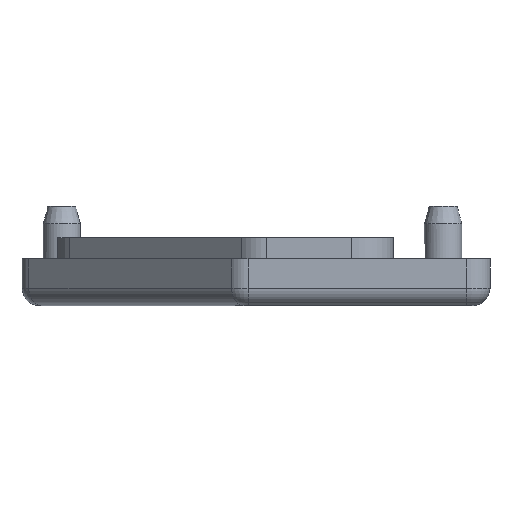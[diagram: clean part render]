
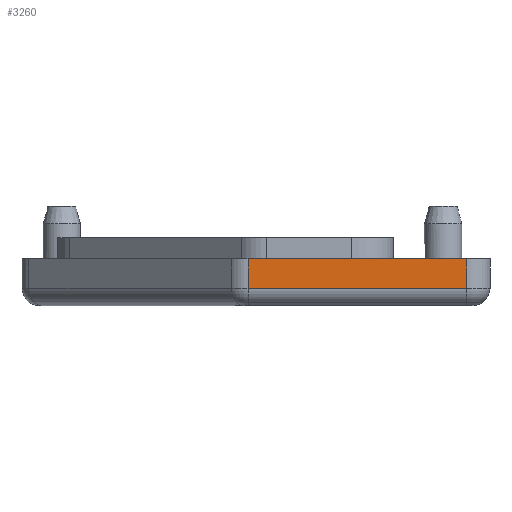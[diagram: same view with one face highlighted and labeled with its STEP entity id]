
A CAD part, left-side view. The second image highlights one B-rep face of the part: STEP entity #3260.
In plain terms, the highlighted face is planar.
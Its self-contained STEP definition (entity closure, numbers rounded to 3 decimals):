
#425 = DIRECTION ( 'NONE',  ( 0., 0., -1. ) ) ;
#428 = CARTESIAN_POINT ( 'NONE',  ( 0., 20.672, 4. ) ) ;
#440 = CARTESIAN_POINT ( 'NONE',  ( 0., 2., 4. ) ) ;
#441 = DIRECTION ( 'NONE',  ( 0., 0., -1. ) ) ;
#1361 = LINE ( 'NONE', #5953, #1363 ) ;
#1363 = VECTOR ( 'NONE', #5954, 1000. ) ;
#1693 = EDGE_LOOP ( 'NONE', ( #5126, #5127, #5128, #5129 ) ) ;
#2312 = CARTESIAN_POINT ( 'NONE',  ( 0., 2., 0. ) ) ;
#2340 = CARTESIAN_POINT ( 'NONE',  ( 0., 20.672, 0. ) ) ;
#2531 = EDGE_CURVE ( 'NONE', #5758, #5827, #2959, .T. ) ;
#2601 = EDGE_CURVE ( 'NONE', #5758, #3669, #3068, .T. ) ;
#2605 = EDGE_CURVE ( 'NONE', #5827, #3641, #3076, .T. ) ;
#2750 = AXIS2_PLACEMENT_3D ( 'NONE', #4173, #4181, #4183 ) ;
#2959 = LINE ( 'NONE', #4444, #2965 ) ;
#2965 = VECTOR ( 'NONE', #4428, 1000. ) ;
#3068 = LINE ( 'NONE', #428, #3072 ) ;
#3072 = VECTOR ( 'NONE', #425, 1000. ) ;
#3076 = LINE ( 'NONE', #440, #3079 ) ;
#3079 = VECTOR ( 'NONE', #441, 1000. ) ;
#3260 = ADVANCED_FACE ( 'NONE', ( #3362 ), #4178, .F. ) ;
#3362 = FACE_OUTER_BOUND ( 'NONE', #1693, .T. ) ;
#3641 = VERTEX_POINT ( 'NONE', #2312 ) ;
#3669 = VERTEX_POINT ( 'NONE', #2340 ) ;
#4173 = CARTESIAN_POINT ( 'NONE',  ( 0., 2., 4. ) ) ;
#4178 = PLANE ( 'NONE',  #2750 ) ;
#4181 = DIRECTION ( 'NONE',  ( -1., 0., 0. ) ) ;
#4183 = DIRECTION ( 'NONE',  ( 0., 0., 1. ) ) ;
#4428 = DIRECTION ( 'NONE',  ( 0., -1., 0. ) ) ;
#4444 = CARTESIAN_POINT ( 'NONE',  ( 0., 2., 2.5 ) ) ;
#5126 = ORIENTED_EDGE ( 'NONE', *, *, #2601, .F. ) ;
#5127 = ORIENTED_EDGE ( 'NONE', *, *, #2531, .T. ) ;
#5128 = ORIENTED_EDGE ( 'NONE', *, *, #2605, .T. ) ;
#5129 = ORIENTED_EDGE ( 'NONE', *, *, #5725, .T. ) ;
#5725 = EDGE_CURVE ( 'NONE', #3641, #3669, #1361, .T. ) ;
#5758 = VERTEX_POINT ( 'NONE', #6022 ) ;
#5827 = VERTEX_POINT ( 'NONE', #6066 ) ;
#5953 = CARTESIAN_POINT ( 'NONE',  ( 0., 2., 0. ) ) ;
#5954 = DIRECTION ( 'NONE',  ( 0., 1., 0. ) ) ;
#6022 = CARTESIAN_POINT ( 'NONE',  ( 0., 20.672, 2.5 ) ) ;
#6066 = CARTESIAN_POINT ( 'NONE',  ( 0., 2., 2.5 ) ) ;
